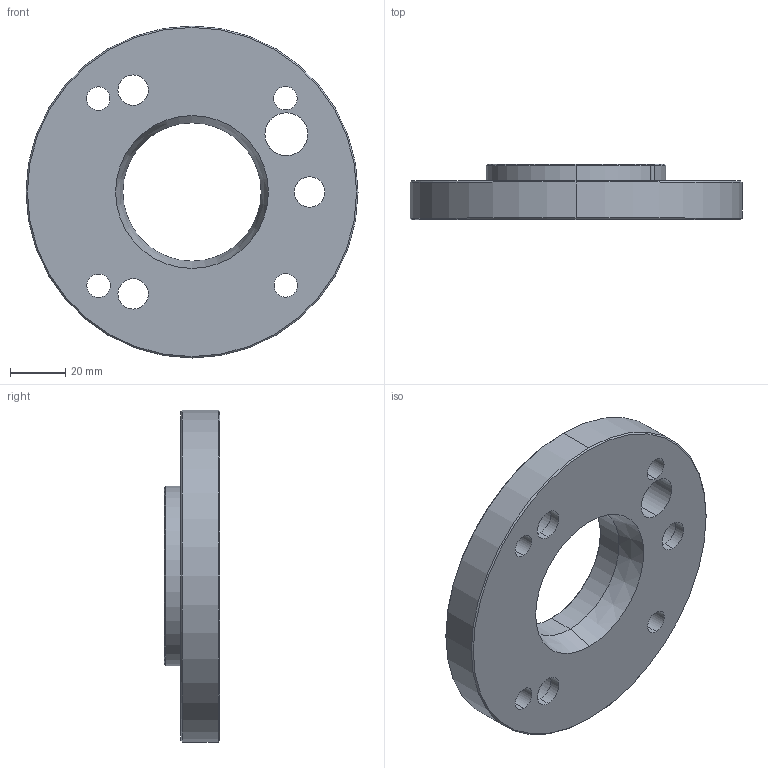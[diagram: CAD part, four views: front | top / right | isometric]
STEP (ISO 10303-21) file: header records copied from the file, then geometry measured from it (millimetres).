
FILE_DESCRIPTION (( 'STEP AP203' ), '1' );
FILE_NAME ('Adaptateur.STEP', '2024-01-07T18:27:23', ( '' ), ( '' ), 'SwSTEP 2.0', 'SolidWorks 2020', '' );
FILE_SCHEMA (( 'CONFIG_CONTROL_DESIGN' ));
Length unit declared in the file: millimetre
Products named in the file (1): Adaptateur
Bounding box: 120 x 20 x 120 mm (x, y, z)
Volume: 125082.8 mm3; surface area: 30225.1 mm2
Topology: 1 solids, 1 shells, 45 faces, 110 edges, 70 vertices
Faces by surface type: cylinder 29, cone 10, plane 6
Entity records: 1471 total; most frequent: DIRECTION 270, CARTESIAN_POINT 233, ORIENTED_EDGE 220, AXIS2_PLACEMENT_3D 115, EDGE_CURVE 110, VERTEX_POINT 70, CIRCLE 69, EDGE_LOOP 66
